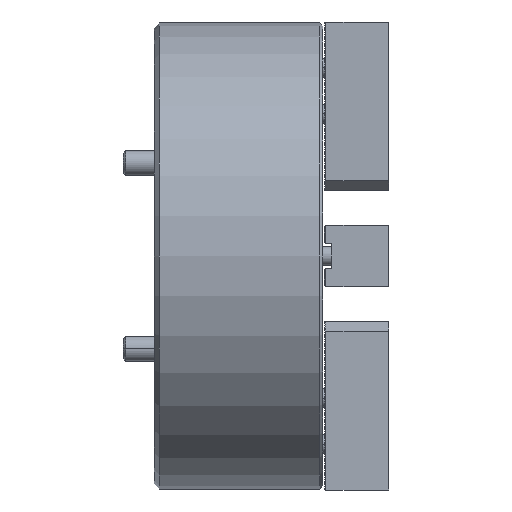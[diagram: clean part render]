
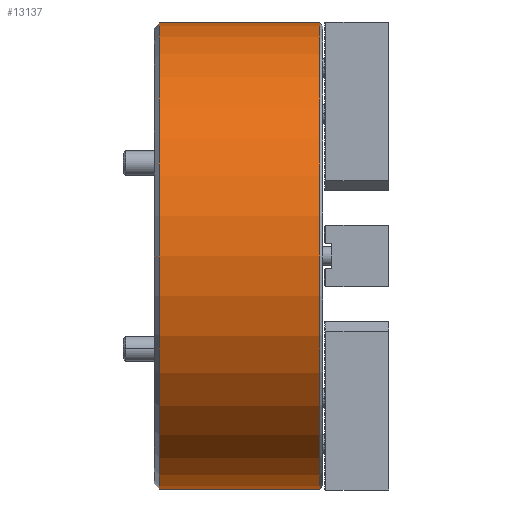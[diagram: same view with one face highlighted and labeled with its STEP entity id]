
A CAD part, front view. The second image highlights one B-rep face of the part: STEP entity #13137.
In plain terms, the highlighted cylindrical face has radius 152 mm (diameter 304 mm), a partial arc.
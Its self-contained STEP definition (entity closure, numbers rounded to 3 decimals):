
#236 = ORIENTED_EDGE ( 'NONE', *, *, #1930, .T. ) ;
#1081 = AXIS2_PLACEMENT_3D ( 'NONE', #23097, #23857, #19030 ) ;
#1930 = EDGE_CURVE ( 'NONE', #8849, #14514, #27879, .T. ) ;
#3517 = CARTESIAN_POINT ( 'NONE',  ( 3.5, 0., 152. ) ) ;
#4694 = CARTESIAN_POINT ( 'NONE',  ( 108., 0., -152. ) ) ;
#5982 = ORIENTED_EDGE ( 'NONE', *, *, #15698, .T. ) ;
#6526 = AXIS2_PLACEMENT_3D ( 'NONE', #30930, #14232, #16532 ) ;
#6962 = CARTESIAN_POINT ( 'NONE',  ( 3.5, 0., 0. ) ) ;
#8849 = VERTEX_POINT ( 'NONE', #4694 ) ;
#9354 = DIRECTION ( 'NONE',  ( 0., 0., -1. ) ) ;
#9703 = VECTOR ( 'NONE', #30408, 1000. ) ;
#12223 = CARTESIAN_POINT ( 'NONE',  ( 3.5, 0., -152. ) ) ;
#13137 = ADVANCED_FACE ( 'NONE', ( #17387 ), #29320, .T. ) ;
#13905 = CIRCLE ( 'NONE', #15427, 152. ) ;
#14232 = DIRECTION ( 'NONE',  ( -1., 0., 0. ) ) ;
#14514 = VERTEX_POINT ( 'NONE', #29158 ) ;
#15249 = DIRECTION ( 'NONE',  ( -1., 0., 0. ) ) ;
#15427 = AXIS2_PLACEMENT_3D ( 'NONE', #6962, #23669, #9354 ) ;
#15698 = EDGE_CURVE ( 'NONE', #14514, #23366, #23635, .T. ) ;
#16007 = EDGE_CURVE ( 'NONE', #23366, #29533, #13905, .T. ) ;
#16532 = DIRECTION ( 'NONE',  ( 0., 0., 1. ) ) ;
#17272 = VECTOR ( 'NONE', #15249, 1000. ) ;
#17387 = FACE_OUTER_BOUND ( 'NONE', #20263, .T. ) ;
#19030 = DIRECTION ( 'NONE',  ( 0., 0., 1. ) ) ;
#19838 = EDGE_CURVE ( 'NONE', #8849, #29533, #28736, .T. ) ;
#20263 = EDGE_LOOP ( 'NONE', ( #30439, #236, #5982, #24461 ) ) ;
#23097 = CARTESIAN_POINT ( 'NONE',  ( 108., 0., 0. ) ) ;
#23366 = VERTEX_POINT ( 'NONE', #3517 ) ;
#23635 = LINE ( 'NONE', #27128, #17272 ) ;
#23669 = DIRECTION ( 'NONE',  ( 1., 0., 0. ) ) ;
#23857 = DIRECTION ( 'NONE',  ( -1., 0., 0. ) ) ;
#24461 = ORIENTED_EDGE ( 'NONE', *, *, #16007, .T. ) ;
#25509 = CARTESIAN_POINT ( 'NONE',  ( 0., 0., -152. ) ) ;
#27128 = CARTESIAN_POINT ( 'NONE',  ( 0., 0., 152. ) ) ;
#27879 = CIRCLE ( 'NONE', #1081, 152. ) ;
#28736 = LINE ( 'NONE', #25509, #9703 ) ;
#29158 = CARTESIAN_POINT ( 'NONE',  ( 108., 0., 152. ) ) ;
#29320 = CYLINDRICAL_SURFACE ( 'NONE', #6526, 152. ) ;
#29533 = VERTEX_POINT ( 'NONE', #12223 ) ;
#30408 = DIRECTION ( 'NONE',  ( -1., 0., 0. ) ) ;
#30439 = ORIENTED_EDGE ( 'NONE', *, *, #19838, .F. ) ;
#30930 = CARTESIAN_POINT ( 'NONE',  ( 0., 0., 0. ) ) ;
